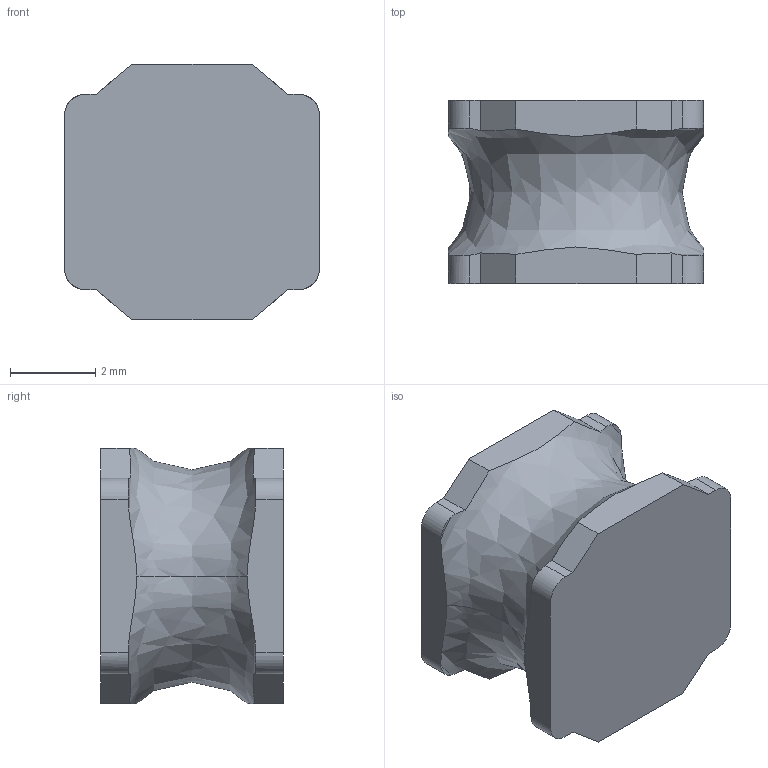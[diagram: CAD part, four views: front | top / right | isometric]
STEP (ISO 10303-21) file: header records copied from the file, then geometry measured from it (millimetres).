
FILE_DESCRIPTION (( 'STEP AP214' ), '1' );
FILE_NAME ('L_SMD_2424.STEP', '2012-07-13T11:45:43', ( 'Master' ), ( '' ), 'SwSTEP 2.0', 'SolidWorks 2010', '' );
FILE_SCHEMA (( 'AUTOMOTIVE_DESIGN' ));
Length unit declared in the file: millimetre
Products named in the file (1): L_SMD_2424
Bounding box: 6 x 4.3 x 6 mm (x, y, z)
Volume: 111.7 mm3; surface area: 153.9 mm2
Topology: 1 solids, 1 shells, 44 faces, 126 edges, 84 vertices
Faces by surface type: plane 26, bspline 10, cylinder 8
Entity records: 1804 total; most frequent: CARTESIAN_POINT 639, ORIENTED_EDGE 252, DIRECTION 158, EDGE_CURVE 126, VERTEX_POINT 84, LINE 56, VECTOR 56, B_SPLINE_CURVE_WITH_KNOTS 52
